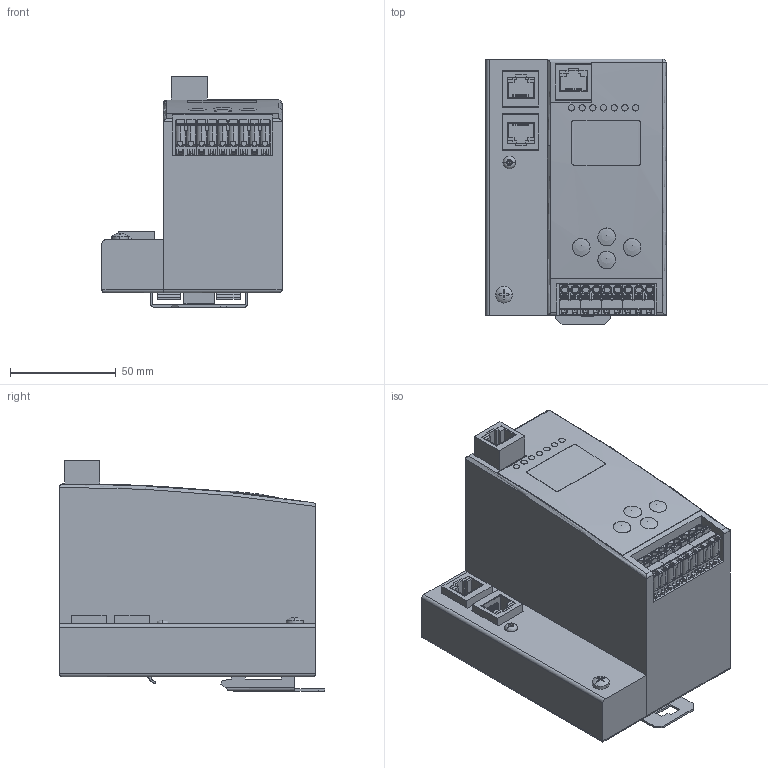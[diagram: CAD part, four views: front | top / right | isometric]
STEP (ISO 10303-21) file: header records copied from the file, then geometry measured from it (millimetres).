
FILE_DESCRIPTION(/* description */ ('Alibre Inc.'),/* implementation_level */ '2;1');
FILE_NAME(/* name */ 'export-FEF315C7-EFD3-4660-907C-0B1A59C26EB1',/* time_stamp */ '2022-10-26T13:17:45+02:00',/* author */ (''),/* organization */ (''),/* preprocessor_version */ 'ST-DEVELOPER v17',/* originating_system */ 'Alibre',/* authorisation */ '');
FILE_SCHEMA (('AUTOMOTIVE_DESIGN'));
Length unit declared in the file: centimetre
Products named in the file (22): ID_1
Bounding box: 85 x 125.49 x 108.65 mm (x, y, z)
Volume: 687779.3 mm3; surface area: 97897.5 mm2
Topology: 26 solids, 95 shells, 2972 faces, 7882 edges, 5177 vertices
Faces by surface type: plane 1941, cylinder 549, bspline 410, cone 42, torus 22, sphere 8
Full cylindrical faces by diameter (mm): 2.459 x1, 3 x7, 3.242 x1
Entity records: 72471 total; most frequent: CARTESIAN_POINT 26812, ORIENTED_EDGE 9950, DIRECTION 7135, EDGE_CURVE 4975, VECTOR 3610, LINE 3610, VERTEX_POINT 3274, AXIS2_PLACEMENT_3D 2368
